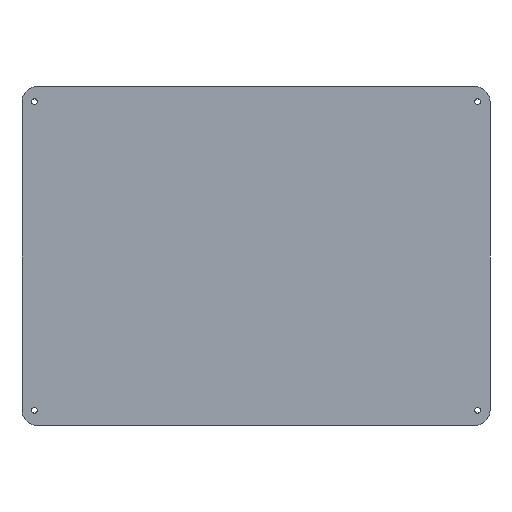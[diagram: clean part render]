
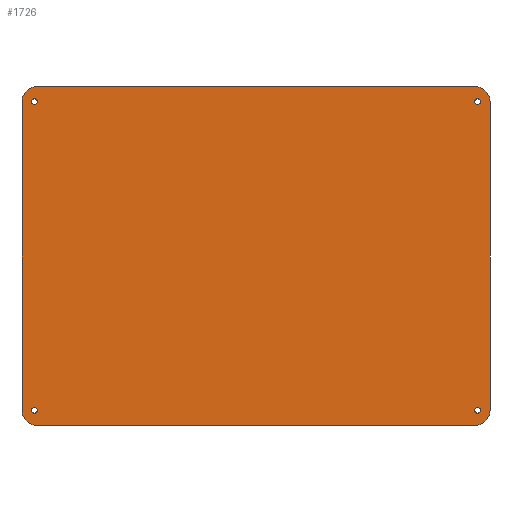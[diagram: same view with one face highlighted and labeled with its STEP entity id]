
A CAD part, front view. The second image highlights one B-rep face of the part: STEP entity #1726.
In plain terms, the highlighted planar face has unit normal (0, -1, 0).
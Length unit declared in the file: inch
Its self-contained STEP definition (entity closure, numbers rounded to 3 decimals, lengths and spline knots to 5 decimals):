
#8 = FACE_OUTER_BOUND ( 'NONE', #1260, .T. ) ;
#14 = CARTESIAN_POINT ( 'NONE',  ( 10.875, 0., -8.125 ) ) ;
#48 = CIRCLE ( 'NONE', #1336, 0.375 ) ;
#55 = CARTESIAN_POINT ( 'NONE',  ( -0.1875, 0., -0.375 ) ) ;
#73 = LINE ( 'NONE', #674, #1847 ) ;
#115 = VERTEX_POINT ( 'NONE', #979 ) ;
#116 = AXIS2_PLACEMENT_3D ( 'NONE', #1692, #670, #2031 ) ;
#134 = DIRECTION ( 'NONE',  ( 0., 0., 1. ) ) ;
#148 = CARTESIAN_POINT ( 'NONE',  ( -0.5, 0., -8.125 ) ) ;
#162 = CARTESIAN_POINT ( 'NONE',  ( 11.25, 0., -0.375 ) ) ;
#172 = VERTEX_POINT ( 'NONE', #148 ) ;
#176 = LINE ( 'NONE', #1751, #540 ) ;
#180 = CIRCLE ( 'NONE', #1234, 0.072 ) ;
#181 = VERTEX_POINT ( 'NONE', #1883 ) ;
#189 = CARTESIAN_POINT ( 'NONE',  ( 10.875, 0., -0.375 ) ) ;
#202 = VERTEX_POINT ( 'NONE', #2053 ) ;
#234 = ORIENTED_EDGE ( 'NONE', *, *, #1492, .T. ) ;
#251 = CARTESIAN_POINT ( 'NONE',  ( -0.1875, 0., -0.447 ) ) ;
#279 = CARTESIAN_POINT ( 'NONE',  ( 10.875, 0., -8.5 ) ) ;
#287 = DIRECTION ( 'NONE',  ( 0., 0., 1. ) ) ;
#299 = DIRECTION ( 'NONE',  ( -1., 0., 0. ) ) ;
#300 = AXIS2_PLACEMENT_3D ( 'NONE', #2146, #2163, #287 ) ;
#303 = DIRECTION ( 'NONE',  ( 0., -1., 0. ) ) ;
#314 = CIRCLE ( 'NONE', #935, 0.072 ) ;
#341 = EDGE_CURVE ( 'NONE', #628, #871, #48, .T. ) ;
#357 = DIRECTION ( 'NONE',  ( 0., 1., 0. ) ) ;
#359 = ORIENTED_EDGE ( 'NONE', *, *, #1177, .F. ) ;
#380 = CARTESIAN_POINT ( 'NONE',  ( -0.1875, 0., -0.375 ) ) ;
#398 = DIRECTION ( 'NONE',  ( 0., 0., 1. ) ) ;
#403 = VECTOR ( 'NONE', #474, 39.37008 ) ;
#442 = ORIENTED_EDGE ( 'NONE', *, *, #619, .T. ) ;
#445 = CARTESIAN_POINT ( 'NONE',  ( 10.9375, 0., -0.303 ) ) ;
#448 = AXIS2_PLACEMENT_3D ( 'NONE', #189, #1544, #1052 ) ;
#452 = ORIENTED_EDGE ( 'NONE', *, *, #949, .T. ) ;
#474 = DIRECTION ( 'NONE',  ( 0., 0., 1. ) ) ;
#495 = AXIS2_PLACEMENT_3D ( 'NONE', #380, #730, #398 ) ;
#540 = VECTOR ( 'NONE', #905, 39.37008 ) ;
#563 = ORIENTED_EDGE ( 'NONE', *, *, #784, .T. ) ;
#609 = CARTESIAN_POINT ( 'NONE',  ( 10.9375, 0., -0.447 ) ) ;
#619 = EDGE_CURVE ( 'NONE', #1524, #202, #1466, .T. ) ;
#628 = VERTEX_POINT ( 'NONE', #279 ) ;
#631 = AXIS2_PLACEMENT_3D ( 'NONE', #1879, #303, #1347 ) ;
#656 = ORIENTED_EDGE ( 'NONE', *, *, #991, .T. ) ;
#670 = DIRECTION ( 'NONE',  ( 0., 1., 0. ) ) ;
#674 = CARTESIAN_POINT ( 'NONE',  ( -0.5, 0., -0.375 ) ) ;
#698 = CARTESIAN_POINT ( 'NONE',  ( 10.9375, 0., -8.197 ) ) ;
#713 = CIRCLE ( 'NONE', #1328, 0.072 ) ;
#730 = DIRECTION ( 'NONE',  ( 0., 1., 0. ) ) ;
#746 = CARTESIAN_POINT ( 'NONE',  ( 10.9375, 0., -0.375 ) ) ;
#767 = FACE_BOUND ( 'NONE', #1938, .T. ) ;
#784 = EDGE_CURVE ( 'NONE', #181, #172, #73, .T. ) ;
#801 = EDGE_CURVE ( 'NONE', #1681, #115, #1904, .T. ) ;
#852 = EDGE_CURVE ( 'NONE', #202, #1524, #180, .T. ) ;
#862 = DIRECTION ( 'NONE',  ( 0., 0., 1. ) ) ;
#870 = ORIENTED_EDGE ( 'NONE', *, *, #975, .T. ) ;
#871 = VERTEX_POINT ( 'NONE', #1894 ) ;
#889 = DIRECTION ( 'NONE',  ( 0., -1., 0. ) ) ;
#894 = DIRECTION ( 'NONE',  ( 0., 0., 1. ) ) ;
#905 = DIRECTION ( 'NONE',  ( 1., 0., 0. ) ) ;
#935 = AXIS2_PLACEMENT_3D ( 'NONE', #1921, #1259, #894 ) ;
#949 = EDGE_CURVE ( 'NONE', #1174, #1215, #314, .T. ) ;
#975 = EDGE_CURVE ( 'NONE', #1738, #1010, #1600, .T. ) ;
#979 = CARTESIAN_POINT ( 'NONE',  ( 10.875, 0., 0. ) ) ;
#991 = EDGE_CURVE ( 'NONE', #2047, #181, #1000, .T. ) ;
#992 = EDGE_CURVE ( 'NONE', #2047, #115, #176, .T. ) ;
#995 = CARTESIAN_POINT ( 'NONE',  ( 0., 0., -8.5 ) ) ;
#1000 = CIRCLE ( 'NONE', #1037, 0.375 ) ;
#1005 = CIRCLE ( 'NONE', #1896, 0.072 ) ;
#1010 = VERTEX_POINT ( 'NONE', #251 ) ;
#1016 = ORIENTED_EDGE ( 'NONE', *, *, #1542, .T. ) ;
#1029 = CIRCLE ( 'NONE', #1110, 0.072 ) ;
#1036 = VERTEX_POINT ( 'NONE', #2110 ) ;
#1037 = AXIS2_PLACEMENT_3D ( 'NONE', #1759, #2088, #1087 ) ;
#1052 = DIRECTION ( 'NONE',  ( 0., 0., 1. ) ) ;
#1087 = DIRECTION ( 'NONE',  ( 0., 0., -1. ) ) ;
#1090 = DIRECTION ( 'NONE',  ( 0., 0., -1. ) ) ;
#1110 = AXIS2_PLACEMENT_3D ( 'NONE', #746, #1276, #2091 ) ;
#1114 = LINE ( 'NONE', #162, #403 ) ;
#1115 = DIRECTION ( 'NONE',  ( 0., 1., 0. ) ) ;
#1116 = EDGE_LOOP ( 'NONE', ( #452, #234 ) ) ;
#1152 = FACE_BOUND ( 'NONE', #2196, .T. ) ;
#1174 = VERTEX_POINT ( 'NONE', #445 ) ;
#1177 = EDGE_CURVE ( 'NONE', #628, #1811, #2219, .T. ) ;
#1178 = CARTESIAN_POINT ( 'NONE',  ( 10.9375, 0., -8.125 ) ) ;
#1215 = VERTEX_POINT ( 'NONE', #609 ) ;
#1217 = DIRECTION ( 'NONE',  ( 0., 0., -1. ) ) ;
#1224 = EDGE_CURVE ( 'NONE', #871, #1681, #1114, .T. ) ;
#1234 = AXIS2_PLACEMENT_3D ( 'NONE', #1880, #357, #862 ) ;
#1243 = ORIENTED_EDGE ( 'NONE', *, *, #341, .T. ) ;
#1259 = DIRECTION ( 'NONE',  ( 0., 1., 0. ) ) ;
#1260 = EDGE_LOOP ( 'NONE', ( #2050, #1589, #656, #563, #1796, #359, #1243, #2023 ) ) ;
#1276 = DIRECTION ( 'NONE',  ( 0., 1., 0. ) ) ;
#1286 = ORIENTED_EDGE ( 'NONE', *, *, #852, .T. ) ;
#1328 = AXIS2_PLACEMENT_3D ( 'NONE', #1178, #1506, #134 ) ;
#1336 = AXIS2_PLACEMENT_3D ( 'NONE', #14, #1913, #1090 ) ;
#1347 = DIRECTION ( 'NONE',  ( 0., 0., -1. ) ) ;
#1353 = EDGE_CURVE ( 'NONE', #1036, #1825, #1360, .T. ) ;
#1360 = CIRCLE ( 'NONE', #116, 0.072 ) ;
#1460 = EDGE_CURVE ( 'NONE', #172, #1811, #1647, .T. ) ;
#1466 = CIRCLE ( 'NONE', #300, 0.072 ) ;
#1492 = EDGE_CURVE ( 'NONE', #1215, #1174, #1029, .T. ) ;
#1506 = DIRECTION ( 'NONE',  ( 0., 1., 0. ) ) ;
#1524 = VERTEX_POINT ( 'NONE', #1769 ) ;
#1542 = EDGE_CURVE ( 'NONE', #1010, #1738, #1005, .T. ) ;
#1544 = DIRECTION ( 'NONE',  ( 0., -1., 0. ) ) ;
#1565 = EDGE_LOOP ( 'NONE', ( #870, #1016 ) ) ;
#1589 = ORIENTED_EDGE ( 'NONE', *, *, #992, .F. ) ;
#1600 = CIRCLE ( 'NONE', #495, 0.072 ) ;
#1631 = CARTESIAN_POINT ( 'NONE',  ( -0.125, 0., 0. ) ) ;
#1647 = CIRCLE ( 'NONE', #2000, 0.375 ) ;
#1681 = VERTEX_POINT ( 'NONE', #2221 ) ;
#1692 = CARTESIAN_POINT ( 'NONE',  ( 10.9375, 0., -8.125 ) ) ;
#1726 = ADVANCED_FACE ( 'NONE', ( #1152, #2121, #2007, #767, #8 ), #2015, .T. ) ;
#1735 = CARTESIAN_POINT ( 'NONE',  ( -0.125, 0., -8.125 ) ) ;
#1738 = VERTEX_POINT ( 'NONE', #2184 ) ;
#1751 = CARTESIAN_POINT ( 'NONE',  ( 0., 0., 0. ) ) ;
#1759 = CARTESIAN_POINT ( 'NONE',  ( -0.125, 0., -0.375 ) ) ;
#1765 = VECTOR ( 'NONE', #299, 39.37008 ) ;
#1769 = CARTESIAN_POINT ( 'NONE',  ( -0.1875, 0., -8.053 ) ) ;
#1783 = EDGE_CURVE ( 'NONE', #1825, #1036, #713, .T. ) ;
#1796 = ORIENTED_EDGE ( 'NONE', *, *, #1460, .T. ) ;
#1811 = VERTEX_POINT ( 'NONE', #2034 ) ;
#1825 = VERTEX_POINT ( 'NONE', #698 ) ;
#1847 = VECTOR ( 'NONE', #1217, 39.37008 ) ;
#1879 = CARTESIAN_POINT ( 'NONE',  ( 0., 0., 0. ) ) ;
#1880 = CARTESIAN_POINT ( 'NONE',  ( -0.1875, 0., -8.125 ) ) ;
#1883 = CARTESIAN_POINT ( 'NONE',  ( -0.5, 0., -0.375 ) ) ;
#1894 = CARTESIAN_POINT ( 'NONE',  ( 11.25, 0., -8.125 ) ) ;
#1896 = AXIS2_PLACEMENT_3D ( 'NONE', #55, #1115, #2086 ) ;
#1904 = CIRCLE ( 'NONE', #448, 0.375 ) ;
#1913 = DIRECTION ( 'NONE',  ( 0., -1., 0. ) ) ;
#1921 = CARTESIAN_POINT ( 'NONE',  ( 10.9375, 0., -0.375 ) ) ;
#1938 = EDGE_LOOP ( 'NONE', ( #442, #1286 ) ) ;
#1949 = ORIENTED_EDGE ( 'NONE', *, *, #1783, .T. ) ;
#2000 = AXIS2_PLACEMENT_3D ( 'NONE', #1735, #889, #2072 ) ;
#2007 = FACE_BOUND ( 'NONE', #1565, .T. ) ;
#2015 = PLANE ( 'NONE',  #631 ) ;
#2023 = ORIENTED_EDGE ( 'NONE', *, *, #1224, .T. ) ;
#2031 = DIRECTION ( 'NONE',  ( 0., 0., 1. ) ) ;
#2034 = CARTESIAN_POINT ( 'NONE',  ( -0.125, 0., -8.5 ) ) ;
#2047 = VERTEX_POINT ( 'NONE', #1631 ) ;
#2050 = ORIENTED_EDGE ( 'NONE', *, *, #801, .T. ) ;
#2053 = CARTESIAN_POINT ( 'NONE',  ( -0.1875, 0., -8.197 ) ) ;
#2072 = DIRECTION ( 'NONE',  ( 0., 0., -1. ) ) ;
#2086 = DIRECTION ( 'NONE',  ( 0., 0., 1. ) ) ;
#2088 = DIRECTION ( 'NONE',  ( 0., -1., 0. ) ) ;
#2091 = DIRECTION ( 'NONE',  ( 0., 0., 1. ) ) ;
#2110 = CARTESIAN_POINT ( 'NONE',  ( 10.9375, 0., -8.053 ) ) ;
#2121 = FACE_BOUND ( 'NONE', #1116, .T. ) ;
#2146 = CARTESIAN_POINT ( 'NONE',  ( -0.1875, 0., -8.125 ) ) ;
#2163 = DIRECTION ( 'NONE',  ( 0., 1., 0. ) ) ;
#2184 = CARTESIAN_POINT ( 'NONE',  ( -0.1875, 0., -0.303 ) ) ;
#2196 = EDGE_LOOP ( 'NONE', ( #2213, #1949 ) ) ;
#2213 = ORIENTED_EDGE ( 'NONE', *, *, #1353, .T. ) ;
#2219 = LINE ( 'NONE', #995, #1765 ) ;
#2221 = CARTESIAN_POINT ( 'NONE',  ( 11.25, 0., -0.375 ) ) ;
